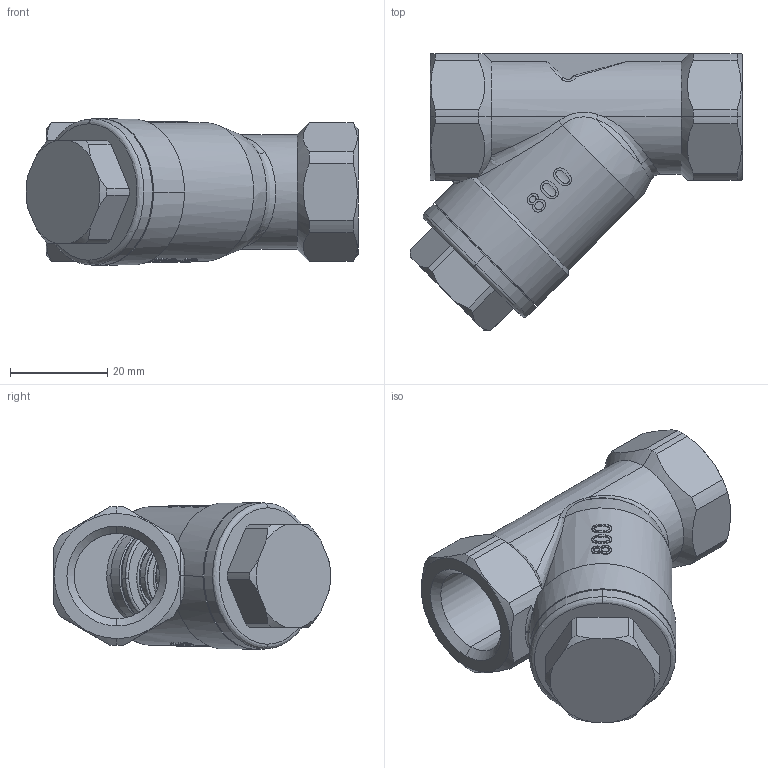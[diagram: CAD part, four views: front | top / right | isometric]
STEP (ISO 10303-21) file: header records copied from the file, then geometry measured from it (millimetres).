
FILE_DESCRIPTION (( 'STEP AP214' ), '1' );
FILE_NAME ('602 DN15.STEP', '2018-06-18T07:12:32', ( '' ), ( '' ), 'SwSTEP 2.0', 'SolidWorks 2015', '' );
FILE_SCHEMA (( 'AUTOMOTIVE_DESIGN' ));
Length unit declared in the file: millimetre
Products named in the file (8): ENG-023929; ENG-023928; 602 DN15; ENG-023922; MV-56R DN15 BODY; MV-56R DN15 Spring; MV-56R DN15 BONNET; MV-56R DN20 Bolt_GB_CROSS_SCREWS_TYPE136 M3X4-C
Assembly tree (7 placements, depth 2):
  602 DN15
    ENG-023922
    ENG-023928
    ENG-023929
    MV-56R DN15 Spring
    MV-56R DN15 BODY
    MV-56R DN15 BONNET
    MV-56R DN20 Bolt_GB_CROSS_SCREWS_TYPE136 M3X4-C
Bounding box: 68.14 x 56.84 x 30 mm (x, y, z)
Volume: 32109.6 mm3; surface area: 20564.5 mm2
Topology: 8 solids, 8 shells, 384 faces, 988 edges, 637 vertices
Faces by surface type: bspline 141, cylinder 103, plane 94, cone 46
Entity records: 57798 total; most frequent: CARTESIAN_POINT 49155, ORIENTED_EDGE 1964, DIRECTION 1322, EDGE_CURVE 982, VERTEX_POINT 637, AXIS2_PLACEMENT_3D 481, EDGE_LOOP 421, B_SPLINE_CURVE_WITH_KNOTS 385
